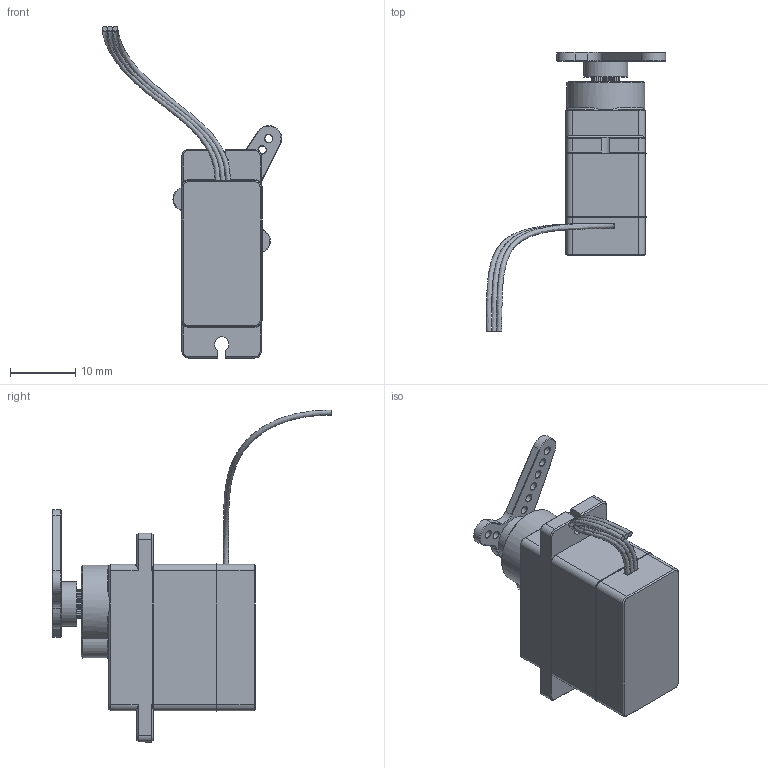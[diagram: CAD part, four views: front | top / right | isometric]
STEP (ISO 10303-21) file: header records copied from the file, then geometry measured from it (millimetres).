
FILE_DESCRIPTION(/* description */ (''),/* implementation_level */ '2;1');
FILE_NAME(/* name */ 'Servo.stp',/* time_stamp */ '2024-01-26T10:37:33+01:00',/* author */ ('Mauro'),/* organization */ (''),/* preprocessor_version */ 'ST-DEVELOPER v19.2',/* originating_system */ 'Autodesk Inventor 2024',/* authorisation */ '');
FILE_SCHEMA (('AUTOMOTIVE_DESIGN { 1 0 10303 214 3 1 1 }'));
Length unit declared in the file: millimetre
Products named in the file (4): Servo; Servo_1; PernoServo; LevaServo
Assembly tree (3 placements, depth 2):
  Servo
    Servo_1
    PernoServo
    LevaServo
Bounding box: 27.58 x 43.03 x 51.04 mm (x, y, z)
Volume: 7261.2 mm3; surface area: 3711.2 mm2
Topology: 6 solids, 6 shells, 633 faces, 1531 edges, 918 vertices
Faces by surface type: plane 243, cylinder 239, torus 80, cone 68, bspline 3
Full cylindrical faces by diameter (mm): 0.8 x3, 1.2 x10, 1.6 x1, 2 x1, 4.5 x1, 6.8 x1
Entity records: 20594 total; most frequent: CARTESIAN_POINT 5529, DIRECTION 3075, ORIENTED_EDGE 3062, EDGE_CURVE 1531, AXIS2_PLACEMENT_3D 1072, LINE 931, VECTOR 931, VERTEX_POINT 918
